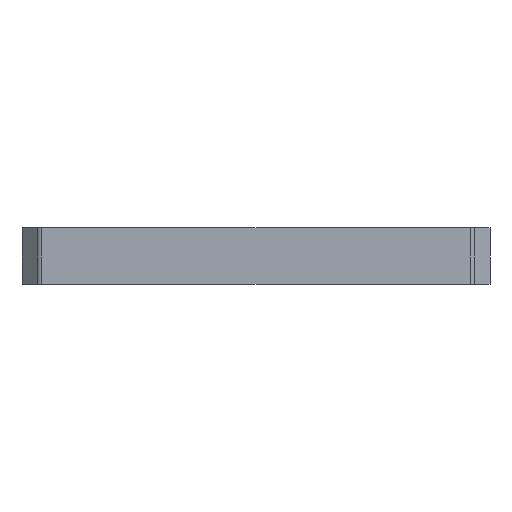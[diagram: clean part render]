
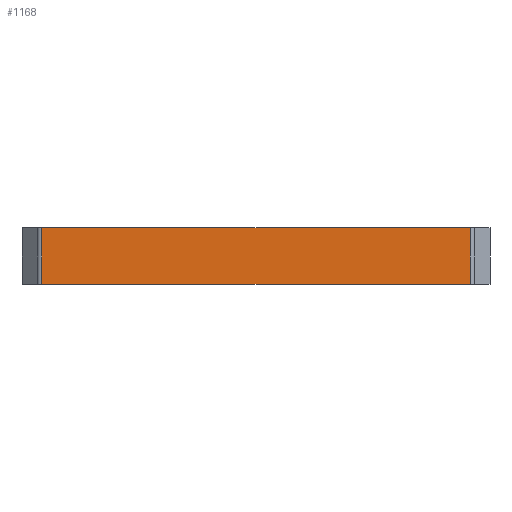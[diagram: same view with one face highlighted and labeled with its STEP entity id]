
A CAD part, left-side view. The second image highlights one B-rep face of the part: STEP entity #1168.
In plain terms, the highlighted planar face has unit normal (-1, 0, 0).
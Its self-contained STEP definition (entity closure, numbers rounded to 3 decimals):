
#58 = ORIENTED_EDGE ( 'NONE', *, *, #120, .T. ) ;
#120 = EDGE_CURVE ( 'NONE', #848, #123, #612, .T. ) ;
#123 = VERTEX_POINT ( 'NONE', #181 ) ;
#181 = CARTESIAN_POINT ( 'NONE',  ( 0., 76.136, 0. ) ) ;
#217 = CARTESIAN_POINT ( 'NONE',  ( 0., -76.136, 20. ) ) ;
#350 = CARTESIAN_POINT ( 'NONE',  ( 0., 77.006, 20. ) ) ;
#367 = ORIENTED_EDGE ( 'NONE', *, *, #952, .T. ) ;
#398 = CARTESIAN_POINT ( 'NONE',  ( 0., 77.006, 0. ) ) ;
#412 = LINE ( 'NONE', #350, #1670 ) ;
#475 = ORIENTED_EDGE ( 'NONE', *, *, #926, .F. ) ;
#499 = CARTESIAN_POINT ( 'NONE',  ( 0., 76.136, 20. ) ) ;
#543 = FACE_OUTER_BOUND ( 'NONE', #790, .T. ) ;
#555 = VERTEX_POINT ( 'NONE', #1713 ) ;
#612 = LINE ( 'NONE', #499, #1347 ) ;
#790 = EDGE_LOOP ( 'NONE', ( #367, #2046, #475, #58 ) ) ;
#848 = VERTEX_POINT ( 'NONE', #1235 ) ;
#926 = EDGE_CURVE ( 'NONE', #848, #1131, #412, .T. ) ;
#952 = EDGE_CURVE ( 'NONE', #123, #555, #1473, .T. ) ;
#1070 = PLANE ( 'NONE',  #1076 ) ;
#1076 = AXIS2_PLACEMENT_3D ( 'NONE', #1078, #1212, #1517 ) ;
#1078 = CARTESIAN_POINT ( 'NONE',  ( 0., 77.006, 20. ) ) ;
#1095 = CARTESIAN_POINT ( 'NONE',  ( 0., -76.136, 20. ) ) ;
#1131 = VERTEX_POINT ( 'NONE', #1095 ) ;
#1168 = ADVANCED_FACE ( 'NONE', ( #543 ), #1070, .F. ) ;
#1212 = DIRECTION ( 'NONE',  ( 1., 0., 0. ) ) ;
#1235 = CARTESIAN_POINT ( 'NONE',  ( 0., 76.136, 20. ) ) ;
#1347 = VECTOR ( 'NONE', #1937, 1000. ) ;
#1372 = EDGE_CURVE ( 'NONE', #1131, #555, #1440, .T. ) ;
#1387 = DIRECTION ( 'NONE',  ( 0., -1., 0. ) ) ;
#1440 = LINE ( 'NONE', #217, #1529 ) ;
#1473 = LINE ( 'NONE', #398, #1728 ) ;
#1517 = DIRECTION ( 'NONE',  ( 0., 0., -1. ) ) ;
#1529 = VECTOR ( 'NONE', #1743, 1000. ) ;
#1670 = VECTOR ( 'NONE', #1774, 1000. ) ;
#1713 = CARTESIAN_POINT ( 'NONE',  ( 0., -76.136, 0. ) ) ;
#1728 = VECTOR ( 'NONE', #1387, 1000. ) ;
#1743 = DIRECTION ( 'NONE',  ( 0., 0., -1. ) ) ;
#1774 = DIRECTION ( 'NONE',  ( 0., -1., 0. ) ) ;
#1937 = DIRECTION ( 'NONE',  ( 0., 0., -1. ) ) ;
#2046 = ORIENTED_EDGE ( 'NONE', *, *, #1372, .F. ) ;
